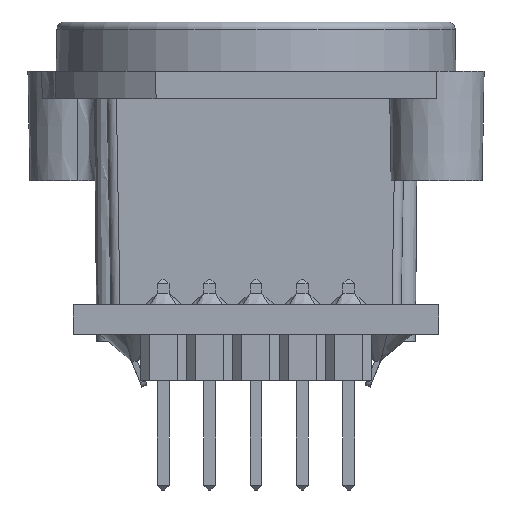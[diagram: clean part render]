
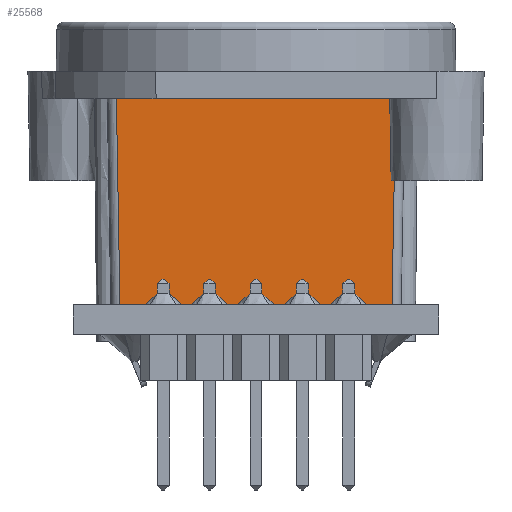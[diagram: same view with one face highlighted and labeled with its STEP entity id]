
A CAD part, front view. The second image highlights one B-rep face of the part: STEP entity #25568.
In plain terms, the highlighted planar face has unit normal (0, -1, -0.018).
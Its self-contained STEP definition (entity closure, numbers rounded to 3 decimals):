
#26=(
BOUNDED_CURVE()
B_SPLINE_CURVE(2,(#43544,#43545,#43546),.UNSPECIFIED.,.F.,.F.)
B_SPLINE_CURVE_WITH_KNOTS((3,3),(0.,0.45),.UNSPECIFIED.)
CURVE()
GEOMETRIC_REPRESENTATION_ITEM()
RATIONAL_B_SPLINE_CURVE((1.,1.,1.))
REPRESENTATION_ITEM('')
);
#27=(
BOUNDED_CURVE()
B_SPLINE_CURVE(2,(#43548,#43549,#43550),.UNSPECIFIED.,.F.,.F.)
B_SPLINE_CURVE_WITH_KNOTS((3,3),(0.029,0.33),
 .UNSPECIFIED.)
CURVE()
GEOMETRIC_REPRESENTATION_ITEM()
RATIONAL_B_SPLINE_CURVE((1.,1.,1.))
REPRESENTATION_ITEM('')
);
#28=(
BOUNDED_CURVE()
B_SPLINE_CURVE(2,(#43553,#43554,#43555),.UNSPECIFIED.,.F.,.F.)
B_SPLINE_CURVE_WITH_KNOTS((3,3),(0.029,0.33),
 .UNSPECIFIED.)
CURVE()
GEOMETRIC_REPRESENTATION_ITEM()
RATIONAL_B_SPLINE_CURVE((1.,1.,1.))
REPRESENTATION_ITEM('')
);
#2367=FACE_OUTER_BOUND('',#3827,.T.);
#3827=EDGE_LOOP('',(#20753,#20754,#20755,#20756,#20757,#20758,#20759,#20760,
#20761,#20762));
#4445=LINE('',#33966,#7150);
#6351=LINE('',#43519,#9056);
#6352=LINE('',#43523,#9057);
#6357=LINE('',#43540,#9062);
#6358=LINE('',#43543,#9063);
#6359=LINE('',#43552,#9064);
#6360=LINE('',#43556,#9065);
#7150=VECTOR('',#27596,14.906);
#9056=VECTOR('',#31266,3.504);
#9057=VECTOR('',#31269,3.308);
#9062=VECTOR('',#31284,6.802);
#9063=VECTOR('',#31287,0.007);
#9064=VECTOR('',#31288,7.795);
#9065=VECTOR('',#31289,11.303);
#10062=VERTEX_POINT('',#33963);
#10063=VERTEX_POINT('',#33965);
#11503=VERTEX_POINT('',#43516);
#11504=VERTEX_POINT('',#43518);
#11505=VERTEX_POINT('',#43520);
#11506=VERTEX_POINT('',#43522);
#11513=VERTEX_POINT('',#43538);
#11514=VERTEX_POINT('',#43542);
#11515=VERTEX_POINT('',#43547);
#11516=VERTEX_POINT('',#43551);
#12317=EDGE_CURVE('',#10063,#10062,#4445,.T.);
#14687=EDGE_CURVE('',#11503,#11504,#6351,.T.);
#14689=EDGE_CURVE('',#11505,#11506,#6352,.T.);
#14698=EDGE_CURVE('',#11513,#10062,#6357,.T.);
#14699=EDGE_CURVE('',#11513,#11514,#6358,.T.);
#14700=EDGE_CURVE('',#11514,#11506,#26,.T.);
#14701=EDGE_CURVE('',#11505,#11515,#27,.T.);
#14702=EDGE_CURVE('',#11516,#11515,#6359,.T.);
#14703=EDGE_CURVE('',#11504,#11516,#28,.T.);
#14704=EDGE_CURVE('',#10063,#11503,#6360,.T.);
#20753=ORIENTED_EDGE('',*,*,#14698,.F.);
#20754=ORIENTED_EDGE('',*,*,#14699,.T.);
#20755=ORIENTED_EDGE('',*,*,#14700,.T.);
#20756=ORIENTED_EDGE('',*,*,#14689,.F.);
#20757=ORIENTED_EDGE('',*,*,#14701,.T.);
#20758=ORIENTED_EDGE('',*,*,#14702,.F.);
#20759=ORIENTED_EDGE('',*,*,#14703,.F.);
#20760=ORIENTED_EDGE('',*,*,#14687,.F.);
#20761=ORIENTED_EDGE('',*,*,#14704,.F.);
#20762=ORIENTED_EDGE('',*,*,#12317,.T.);
#22954=PLANE('',#26856);
#25568=ADVANCED_FACE('',(#2367),#22954,.T.);
#26856=AXIS2_PLACEMENT_3D('',#43541,#31285,#31286);
#27596=DIRECTION('',(1.,0.,0.));
#31266=DIRECTION('',(1.,0.,0.));
#31269=DIRECTION('',(1.,0.,0.));
#31284=DIRECTION('',(-0.017,0.017,-1.));
#31285=DIRECTION('center_axis',(0.,-1.,
-0.017));
#31286=DIRECTION('ref_axis',(-1.,0.,0.));
#31287=DIRECTION('',(-1.,0.,0.));
#31288=DIRECTION('',(1.,0.,0.));
#31289=DIRECTION('',(-0.017,-0.017,1.));
#33963=CARTESIAN_POINT('',(7.453,-8.903,-12.8));
#33965=CARTESIAN_POINT('',(-7.453,-8.903,-12.8));
#33966=CARTESIAN_POINT('',(-8.15,-8.903,-12.8));
#43516=CARTESIAN_POINT('',(-7.65,-9.1,-1.5));
#43518=CARTESIAN_POINT('',(-4.146,-9.1,-1.5));
#43519=CARTESIAN_POINT('',(-4.067,-9.1,-1.5));
#43520=CARTESIAN_POINT('',(4.146,-9.1,-1.5));
#43522=CARTESIAN_POINT('',(7.454,-9.1,-1.5));
#43523=CARTESIAN_POINT('',(-4.067,-9.1,-1.5));
#43538=CARTESIAN_POINT('',(7.572,-9.021,-6.));
#43540=CARTESIAN_POINT('',(7.648,-9.098,-1.633));
#43541=CARTESIAN_POINT('Origin',(-8.15,-9.1,-1.5));
#43542=CARTESIAN_POINT('',(7.565,-9.021,-6.));
#43543=CARTESIAN_POINT('',(0.875,-9.021,-6.));
#43544=CARTESIAN_POINT('Ctrl Pts',(7.565,-9.021,-6.));
#43545=CARTESIAN_POINT('Ctrl Pts',(7.509,-9.06,-3.802));
#43546=CARTESIAN_POINT('Ctrl Pts',(7.454,-9.1,-1.5));
#43547=CARTESIAN_POINT('',(3.897,-9.152,1.5));
#43548=CARTESIAN_POINT('Ctrl Pts',(4.146,-9.1,-1.5));
#43549=CARTESIAN_POINT('Ctrl Pts',(4.022,-9.127,0.046));
#43550=CARTESIAN_POINT('Ctrl Pts',(3.897,-9.152,1.5));
#43551=CARTESIAN_POINT('',(-3.897,-9.152,1.5));
#43552=CARTESIAN_POINT('',(-4.146,-9.152,1.5));
#43553=CARTESIAN_POINT('Ctrl Pts',(-4.146,-9.1,-1.5));
#43554=CARTESIAN_POINT('Ctrl Pts',(-4.022,-9.127,
0.046));
#43555=CARTESIAN_POINT('Ctrl Pts',(-3.897,-9.152,
1.5));
#43556=CARTESIAN_POINT('',(-7.647,-9.097,-1.65));
